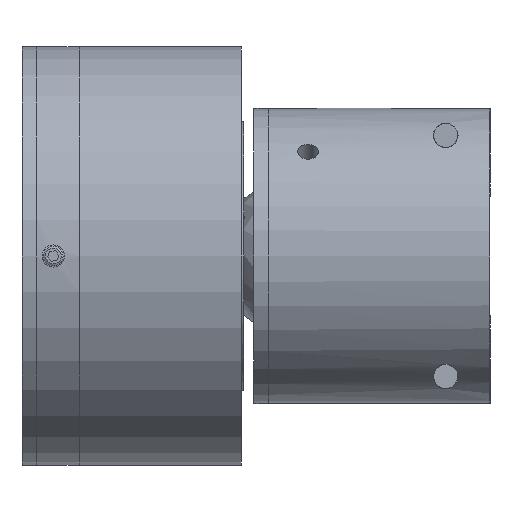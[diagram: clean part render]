
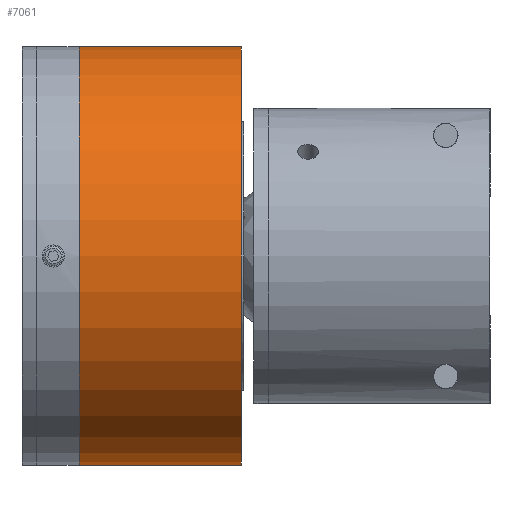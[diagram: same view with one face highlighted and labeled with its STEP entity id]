
A CAD part, front view. The second image highlights one B-rep face of the part: STEP entity #7061.
In plain terms, the highlighted cylindrical face has radius 42.5 mm (diameter 85 mm), a full revolution.
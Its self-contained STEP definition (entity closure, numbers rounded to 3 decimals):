
#61 = VERTEX_POINT ( 'NONE', #14540 ) ;
#326 = ORIENTED_EDGE ( 'NONE', *, *, #13448, .F. ) ;
#933 = DIRECTION ( 'NONE',  ( 0., -1., 0. ) ) ;
#959 = AXIS2_PLACEMENT_3D ( 'NONE', #10776, #18313, #3879 ) ;
#1538 = CARTESIAN_POINT ( 'NONE',  ( 8.5, 41.5, -9.165 ) ) ;
#2284 = EDGE_CURVE ( 'NONE', #9026, #17592, #14651, .T. ) ;
#2317 = ORIENTED_EDGE ( 'NONE', *, *, #13349, .T. ) ;
#3051 = CARTESIAN_POINT ( 'NONE',  ( 8.5, 0., 0. ) ) ;
#3180 = AXIS2_PLACEMENT_3D ( 'NONE', #4171, #10017, #13358 ) ;
#3879 = DIRECTION ( 'NONE',  ( 0., 0., 1. ) ) ;
#3994 = LINE ( 'NONE', #9949, #14156 ) ;
#4070 = CARTESIAN_POINT ( 'NONE',  ( 12.5, 41.5, 9.165 ) ) ;
#4171 = CARTESIAN_POINT ( 'NONE',  ( 32.5, 0., 0. ) ) ;
#4255 = VERTEX_POINT ( 'NONE', #17796 ) ;
#4283 = DIRECTION ( 'NONE',  ( -1., 0., 0. ) ) ;
#4291 = EDGE_CURVE ( 'NONE', #7241, #9026, #10819, .T. ) ;
#4768 = ORIENTED_EDGE ( 'NONE', *, *, #2284, .T. ) ;
#4908 = ORIENTED_EDGE ( 'NONE', *, *, #7278, .T. ) ;
#5132 = DIRECTION ( 'NONE',  ( -1., 0., 0. ) ) ;
#5338 = CIRCLE ( 'NONE', #13000, 42.5 ) ;
#6437 = EDGE_LOOP ( 'NONE', ( #326 ) ) ;
#7061 = ADVANCED_FACE ( 'NONE', ( #10949, #16804, #15370 ), #8082, .T. ) ;
#7241 = VERTEX_POINT ( 'NONE', #4070 ) ;
#7278 = EDGE_CURVE ( 'NONE', #17592, #4255, #8034, .T. ) ;
#7363 = DIRECTION ( 'NONE',  ( 1., 0., 0. ) ) ;
#8034 = CIRCLE ( 'NONE', #3180, 42.5 ) ;
#8077 = ORIENTED_EDGE ( 'NONE', *, *, #4291, .T. ) ;
#8082 = CYLINDRICAL_SURFACE ( 'NONE', #959, 42.5 ) ;
#8394 = DIRECTION ( 'NONE',  ( -1., 0., 0. ) ) ;
#8881 = VECTOR ( 'NONE', #7363, 1000. ) ;
#9026 = VERTEX_POINT ( 'NONE', #12130 ) ;
#9367 = CARTESIAN_POINT ( 'NONE',  ( 8.5, 0., 42.5 ) ) ;
#9460 = CARTESIAN_POINT ( 'NONE',  ( 12.5, 0., 0. ) ) ;
#9557 = DIRECTION ( 'NONE',  ( -1., 0., 0. ) ) ;
#9736 = DIRECTION ( 'NONE',  ( 0., 0., 1. ) ) ;
#9949 = CARTESIAN_POINT ( 'NONE',  ( 8.5, 41.5, 9.165 ) ) ;
#10017 = DIRECTION ( 'NONE',  ( 1., 0., 0. ) ) ;
#10509 = CIRCLE ( 'NONE', #17237, 42.5 ) ;
#10776 = CARTESIAN_POINT ( 'NONE',  ( 8.5, 0., 0. ) ) ;
#10819 = CIRCLE ( 'NONE', #12985, 42.5 ) ;
#10949 = FACE_BOUND ( 'NONE', #14027, .T. ) ;
#11168 = CARTESIAN_POINT ( 'NONE',  ( 41.5, 0., 0. ) ) ;
#11799 = VERTEX_POINT ( 'NONE', #9367 ) ;
#12130 = CARTESIAN_POINT ( 'NONE',  ( 12.5, 41.5, -9.165 ) ) ;
#12152 = EDGE_LOOP ( 'NONE', ( #12738 ) ) ;
#12738 = ORIENTED_EDGE ( 'NONE', *, *, #16618, .T. ) ;
#12985 = AXIS2_PLACEMENT_3D ( 'NONE', #9460, #9557, #933 ) ;
#13000 = AXIS2_PLACEMENT_3D ( 'NONE', #11168, #5132, #9736 ) ;
#13349 = EDGE_CURVE ( 'NONE', #4255, #7241, #3994, .T. ) ;
#13358 = DIRECTION ( 'NONE',  ( 0., 0., -1. ) ) ;
#13448 = EDGE_CURVE ( 'NONE', #11799, #11799, #10509, .T. ) ;
#14027 = EDGE_LOOP ( 'NONE', ( #4908, #2317, #8077, #4768 ) ) ;
#14156 = VECTOR ( 'NONE', #8394, 1000. ) ;
#14540 = CARTESIAN_POINT ( 'NONE',  ( 41.5, 0., 42.5 ) ) ;
#14651 = LINE ( 'NONE', #1538, #8881 ) ;
#14810 = DIRECTION ( 'NONE',  ( 0., 0., 1. ) ) ;
#15370 = FACE_OUTER_BOUND ( 'NONE', #12152, .T. ) ;
#16618 = EDGE_CURVE ( 'NONE', #61, #61, #5338, .T. ) ;
#16804 = FACE_OUTER_BOUND ( 'NONE', #6437, .T. ) ;
#17237 = AXIS2_PLACEMENT_3D ( 'NONE', #3051, #4283, #14810 ) ;
#17592 = VERTEX_POINT ( 'NONE', #18073 ) ;
#17796 = CARTESIAN_POINT ( 'NONE',  ( 32.5, 41.5, 9.165 ) ) ;
#18073 = CARTESIAN_POINT ( 'NONE',  ( 32.5, 41.5, -9.165 ) ) ;
#18313 = DIRECTION ( 'NONE',  ( -1., 0., 0. ) ) ;
